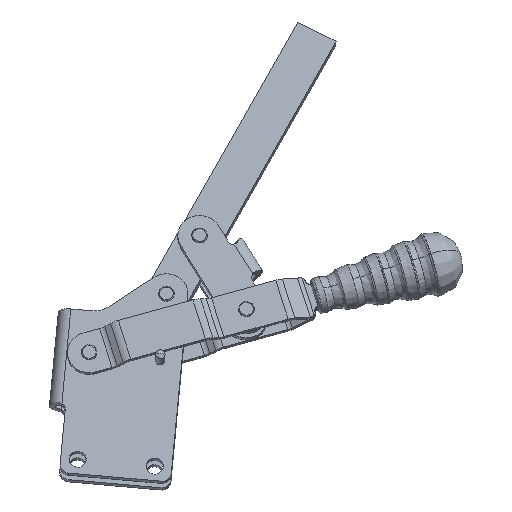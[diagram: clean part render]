
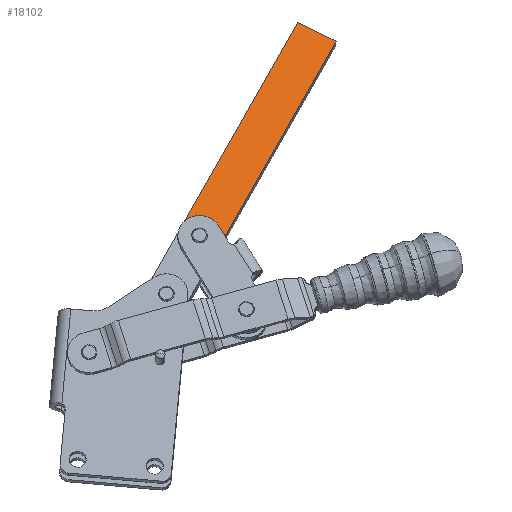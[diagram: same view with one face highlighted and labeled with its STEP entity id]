
A CAD part, front view. The second image highlights one B-rep face of the part: STEP entity #18102.
In plain terms, the highlighted planar face has unit normal (0.016, -0.935, 0.354).
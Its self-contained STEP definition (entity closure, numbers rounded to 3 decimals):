
#15620=CARTESIAN_POINT('',(33.097,49.326,121.898));
#15621=VERTEX_POINT('',#15620);
#15628=CARTESIAN_POINT('',(29.166,51.655,128.216));
#15629=VERTEX_POINT('',#15628);
#15630=CARTESIAN_POINT('',(29.166,51.655,128.216));
#15631=DIRECTION('',(0.504,-0.299,-0.81));
#15632=VECTOR('',#15631,7.797);
#15633=LINE('',#15630,#15632);
#15634=EDGE_CURVE('',#15629,#15621,#15633,.T.);
#15652=CARTESIAN_POINT('',(4.712,51.119,127.888));
#15653=VERTEX_POINT('',#15652);
#15669=CARTESIAN_POINT('',(17.078,48.974,121.683));
#15670=DIRECTION('',(-0.016,0.935,-0.355));
#15671=DIRECTION('',(-0.863,-0.191,-0.467));
#15672=AXIS2_PLACEMENT_3D('',#15669,#15670,#15671);
#15673=CIRCLE('',#15672,14.0);
#15674=EDGE_CURVE('',#15653,#15629,#15673,.T.);
#18071=CARTESIAN_POINT('',(40.978,65.299,163.674));
#18072=DIRECTION('',(0.016,-0.935,0.355));
#18073=DIRECTION('',(-0.469,-0.32,-0.823));
#18074=AXIS2_PLACEMENT_3D('',#18071,#18072,#18073);
#18075=PLANE('',#18074);
#18076=ORIENTED_EDGE('',*,*,#15634,.T.);
#18077=CARTESIAN_POINT('',(105.245,98.605,248.657));
#18078=VERTEX_POINT('',#18077);
#18079=CARTESIAN_POINT('',(105.245,98.605,248.657));
#18080=DIRECTION('',(-0.469,-0.32,-0.823));
#18081=VECTOR('',#18080,153.953);
#18082=LINE('',#18079,#18081);
#18083=EDGE_CURVE('',#18078,#15621,#18082,.T.);
#18084=ORIENTED_EDGE('',*,*,#18083,.F.);
#18085=CARTESIAN_POINT('',(80.514,102.894,261.066));
#18086=VERTEX_POINT('',#18085);
#18087=CARTESIAN_POINT('',(80.514,102.894,261.066));
#18088=DIRECTION('',(0.883,-0.153,-0.443));
#18089=VECTOR('',#18088,28.);
#18090=LINE('',#18087,#18089);
#18091=EDGE_CURVE('',#18086,#18078,#18090,.T.);
#18092=ORIENTED_EDGE('',*,*,#18091,.F.);
#18093=CARTESIAN_POINT('',(4.712,51.119,127.888));
#18094=DIRECTION('',(0.469,0.32,0.823));
#18095=VECTOR('',#18094,161.75);
#18096=LINE('',#18093,#18095);
#18097=EDGE_CURVE('',#15653,#18086,#18096,.T.);
#18098=ORIENTED_EDGE('',*,*,#18097,.F.);
#18099=ORIENTED_EDGE('',*,*,#15674,.T.);
#18100=EDGE_LOOP('',(#18076,#18084,#18092,#18098,#18099));
#18101=FACE_OUTER_BOUND('',#18100,.T.);
#18102=ADVANCED_FACE('',(#18101),#18075,.T.);
